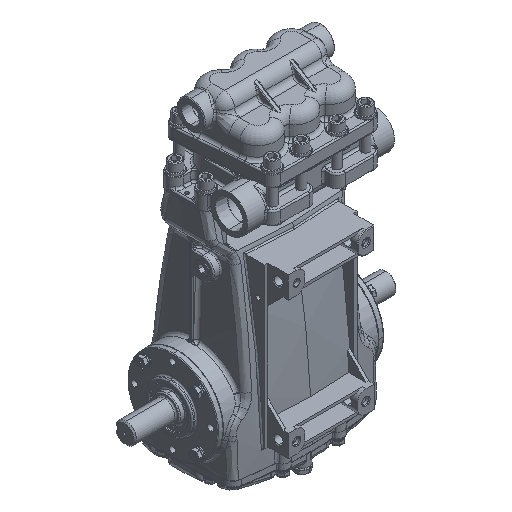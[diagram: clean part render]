
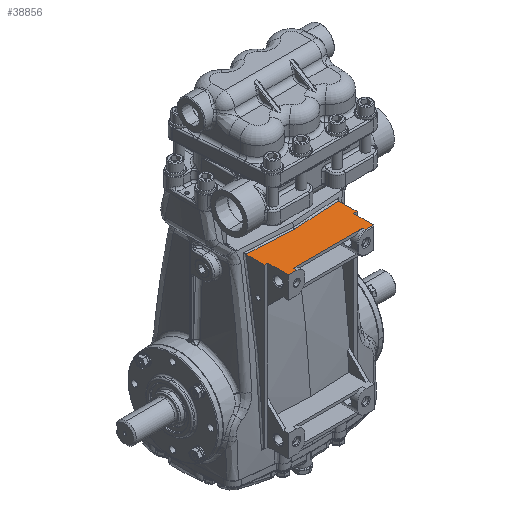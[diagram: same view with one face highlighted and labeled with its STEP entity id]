
A CAD part, isometric view. The second image highlights one B-rep face of the part: STEP entity #38856.
In plain terms, the highlighted planar face has unit normal (0, 0, 1).
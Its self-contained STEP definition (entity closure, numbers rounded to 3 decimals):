
#73 = CARTESIAN_POINT ( 'NONE',  ( -2.461, -3.15, 7.52 ) ) ;
#1033 = EDGE_CURVE ( 'NONE', #80511, #114001, #9929, .T. ) ;
#3036 = VECTOR ( 'NONE', #55474, 39.37 ) ;
#3434 = CARTESIAN_POINT ( 'NONE',  ( -1.988, 19685.039, 7.52 ) ) ;
#5812 = DIRECTION ( 'NONE',  ( 0., -1., 0. ) ) ;
#6108 = EDGE_CURVE ( 'NONE', #20727, #76123, #86564, .T. ) ;
#7269 = ORIENTED_EDGE ( 'NONE', *, *, #64791, .F. ) ;
#7539 = EDGE_CURVE ( 'NONE', #101360, #35532, #33490, .T. ) ;
#7798 = EDGE_LOOP ( 'NONE', ( #98394, #90422, #7269, #90976, #85808, #34879, #106426, #80565, #52616, #43156, #24994, #20460, #73775, #106622, #71488 ) ) ;
#8381 = CARTESIAN_POINT ( 'NONE',  ( 2.216, -2.134, 7.52 ) ) ;
#9929 = B_SPLINE_CURVE_WITH_KNOTS ( 'NONE', 3,
 ( #93937, #15010, #50145, #85267 ),
 .UNSPECIFIED., .F., .F.,
 ( 4, 4 ),
 ( 0., 0. ),
 .UNSPECIFIED. ) ;
#11007 = VERTEX_POINT ( 'NONE', #79170 ) ;
#11299 = EDGE_CURVE ( 'NONE', #114001, #109727, #49697, .T. ) ;
#11331 = LINE ( 'NONE', #72971, #71827 ) ;
#12834 = CARTESIAN_POINT ( 'NONE',  ( 2.657, -2.09, 7.52 ) ) ;
#13013 = CARTESIAN_POINT ( 'NONE',  ( 1.988, -4.134, 7.52 ) ) ;
#13660 = DIRECTION ( 'NONE',  ( -1., 0., 0. ) ) ;
#14689 = CARTESIAN_POINT ( 'NONE',  ( 2.461, 19685.039, 7.52 ) ) ;
#15010 = CARTESIAN_POINT ( 'NONE',  ( -2.658, -2.086, 7.52 ) ) ;
#15120 = EDGE_CURVE ( 'NONE', #98488, #80511, #103303, .T. ) ;
#15751 = CARTESIAN_POINT ( 'NONE',  ( -1.988, -4.331, 7.52 ) ) ;
#16500 = FACE_OUTER_BOUND ( 'NONE', #7798, .T. ) ;
#16655 = VECTOR ( 'NONE', #5812, 39.37 ) ;
#19657 = CARTESIAN_POINT ( 'NONE',  ( 0., -2.234, 7.52 ) ) ;
#20460 = ORIENTED_EDGE ( 'NONE', *, *, #29653, .T. ) ;
#20727 = VERTEX_POINT ( 'NONE', #102440 ) ;
#22633 = EDGE_CURVE ( 'NONE', #35532, #37372, #100108, .T. ) ;
#24771 = DIRECTION ( 'NONE',  ( 0., -1., 0. ) ) ;
#24994 = ORIENTED_EDGE ( 'NONE', *, *, #53091, .T. ) ;
#25030 = AXIS2_PLACEMENT_3D ( 'NONE', #113281, #65361, #81512 ) ;
#25649 = EDGE_CURVE ( 'NONE', #11007, #76123, #47820, .T. ) ;
#26903 = CARTESIAN_POINT ( 'NONE',  ( -2.658, -2.084, 7.52 ) ) ;
#27035 = LINE ( 'NONE', #103714, #90679 ) ;
#28747 = VERTEX_POINT ( 'NONE', #92739 ) ;
#29653 = EDGE_CURVE ( 'NONE', #105799, #20727, #27035, .T. ) ;
#30650 = CARTESIAN_POINT ( 'NONE',  ( -1.988, -4.291, 7.52 ) ) ;
#31936 = VERTEX_POINT ( 'NONE', #13013 ) ;
#33490 = LINE ( 'NONE', #67493, #16655 ) ;
#34879 = ORIENTED_EDGE ( 'NONE', *, *, #65055, .T. ) ;
#35532 = VERTEX_POINT ( 'NONE', #100088 ) ;
#36579 = CARTESIAN_POINT ( 'NONE',  ( 1.774, -2.171, 7.52 ) ) ;
#37372 = VERTEX_POINT ( 'NONE', #84022 ) ;
#37752 = B_SPLINE_CURVE_WITH_KNOTS ( 'NONE', 3,
 ( #54469, #8381, #36579, #45803, #61387, #105755 ),
 .UNSPECIFIED., .F., .F.,
 ( 4, 2, 4 ),
 ( 0., 0.034, 0.068 ),
 .UNSPECIFIED. ) ;
#38856 = ADVANCED_FACE ( 'NONE', ( #16500 ), #86756, .F. ) ;
#39435 = LINE ( 'NONE', #14689, #71969 ) ;
#40244 = CARTESIAN_POINT ( 'NONE',  ( 2.658, -2.084, 7.52 ) ) ;
#43156 = ORIENTED_EDGE ( 'NONE', *, *, #11299, .T. ) ;
#44181 = CARTESIAN_POINT ( 'NONE',  ( -1.774, -2.171, 7.52 ) ) ;
#45283 = LINE ( 'NONE', #106926, #54616 ) ;
#45803 = CARTESIAN_POINT ( 'NONE',  ( 0.888, -2.221, 7.52 ) ) ;
#47275 = CARTESIAN_POINT ( 'NONE',  ( -2.461, -4.134, 7.52 ) ) ;
#47820 = LINE ( 'NONE', #3434, #88206 ) ;
#48811 = B_SPLINE_CURVE_WITH_KNOTS ( 'NONE', 3,
 ( #12834, #65848, #83107, #111344 ),
 .UNSPECIFIED., .F., .F.,
 ( 4, 4 ),
 ( 0., 0. ),
 .UNSPECIFIED. ) ;
#49697 = LINE ( 'NONE', #84833, #74017 ) ;
#50145 = CARTESIAN_POINT ( 'NONE',  ( -2.657, -2.088, 7.52 ) ) ;
#50183 = CARTESIAN_POINT ( 'NONE',  ( 2.461, -4.291, 7.52 ) ) ;
#50728 = VERTEX_POINT ( 'NONE', #40244 ) ;
#52616 = ORIENTED_EDGE ( 'NONE', *, *, #1033, .T. ) ;
#52841 = CARTESIAN_POINT ( 'NONE',  ( -0.444, -2.234, 7.52 ) ) ;
#53091 = EDGE_CURVE ( 'NONE', #109727, #105799, #11331, .T. ) ;
#53937 = DIRECTION ( 'NONE',  ( 0., -1., 0. ) ) ;
#54469 = CARTESIAN_POINT ( 'NONE',  ( 2.658, -2.084, 7.52 ) ) ;
#54616 = VECTOR ( 'NONE', #53937, 39.37 ) ;
#54810 = DIRECTION ( 'NONE',  ( 0., -1., 0. ) ) ;
#55474 = DIRECTION ( 'NONE',  ( 1., 0., 0. ) ) ;
#57478 = EDGE_CURVE ( 'NONE', #50728, #98488, #37752, .T. ) ;
#60659 = VECTOR ( 'NONE', #112510, 39.37 ) ;
#61387 = CARTESIAN_POINT ( 'NONE',  ( 0.444, -2.234, 7.52 ) ) ;
#64791 = EDGE_CURVE ( 'NONE', #37372, #72719, #39435, .T. ) ;
#65055 = EDGE_CURVE ( 'NONE', #101360, #50728, #48811, .T. ) ;
#65284 = CARTESIAN_POINT ( 'NONE',  ( -2.657, -3.15, 7.52 ) ) ;
#65361 = DIRECTION ( 'NONE',  ( 0., 0., -1. ) ) ;
#65848 = CARTESIAN_POINT ( 'NONE',  ( 2.657, -2.088, 7.52 ) ) ;
#66386 = LINE ( 'NONE', #30650, #3036 ) ;
#66546 = DIRECTION ( 'NONE',  ( 0., -1., 0. ) ) ;
#67247 = CARTESIAN_POINT ( 'NONE',  ( 2.657, -3.15, 7.52 ) ) ;
#67317 = VECTOR ( 'NONE', #99711, 39.37 ) ;
#67493 = CARTESIAN_POINT ( 'NONE',  ( 2.657, 19685.039, 7.52 ) ) ;
#69484 = CARTESIAN_POINT ( 'NONE',  ( -2.658, -2.084, 7.52 ) ) ;
#70694 = CARTESIAN_POINT ( 'NONE',  ( -2.216, -2.134, 7.52 ) ) ;
#71488 = ORIENTED_EDGE ( 'NONE', *, *, #107704, .F. ) ;
#71827 = VECTOR ( 'NONE', #99485, 39.37 ) ;
#71969 = VECTOR ( 'NONE', #66546, 39.37 ) ;
#72719 = VERTEX_POINT ( 'NONE', #50183 ) ;
#72971 = CARTESIAN_POINT ( 'NONE',  ( -2.657, -3.15, 7.52 ) ) ;
#73775 = ORIENTED_EDGE ( 'NONE', *, *, #6108, .T. ) ;
#74017 = VECTOR ( 'NONE', #100429, 39.37 ) ;
#74323 = LINE ( 'NONE', #47275, #67317 ) ;
#74526 = EDGE_CURVE ( 'NONE', #31936, #28747, #45283, .T. ) ;
#76123 = VERTEX_POINT ( 'NONE', #85366 ) ;
#78769 = CARTESIAN_POINT ( 'NONE',  ( 0., -2.234, 7.52 ) ) ;
#79170 = CARTESIAN_POINT ( 'NONE',  ( -1.988, -4.134, 7.52 ) ) ;
#80511 = VERTEX_POINT ( 'NONE', #69484 ) ;
#80565 = ORIENTED_EDGE ( 'NONE', *, *, #15120, .T. ) ;
#81512 = DIRECTION ( 'NONE',  ( -1., 0., 0. ) ) ;
#82481 = CARTESIAN_POINT ( 'NONE',  ( -2.657, -2.09, 7.52 ) ) ;
#82583 = EDGE_CURVE ( 'NONE', #28747, #72719, #66386, .T. ) ;
#83107 = CARTESIAN_POINT ( 'NONE',  ( 2.658, -2.086, 7.52 ) ) ;
#84022 = CARTESIAN_POINT ( 'NONE',  ( 2.461, -3.15, 7.52 ) ) ;
#84833 = CARTESIAN_POINT ( 'NONE',  ( -2.657, 19685.039, 7.52 ) ) ;
#85267 = CARTESIAN_POINT ( 'NONE',  ( -2.657, -2.09, 7.52 ) ) ;
#85366 = CARTESIAN_POINT ( 'NONE',  ( -1.988, -4.331, 7.52 ) ) ;
#85808 = ORIENTED_EDGE ( 'NONE', *, *, #7539, .F. ) ;
#86564 = LINE ( 'NONE', #15751, #60659 ) ;
#86756 = PLANE ( 'NONE',  #25030 ) ;
#87956 = CARTESIAN_POINT ( 'NONE',  ( -0.888, -2.221, 7.52 ) ) ;
#88206 = VECTOR ( 'NONE', #54810, 39.37 ) ;
#90422 = ORIENTED_EDGE ( 'NONE', *, *, #82583, .T. ) ;
#90679 = VECTOR ( 'NONE', #24771, 39.37 ) ;
#90976 = ORIENTED_EDGE ( 'NONE', *, *, #22633, .F. ) ;
#91194 = CARTESIAN_POINT ( 'NONE',  ( 2.657, -2.09, 7.52 ) ) ;
#92739 = CARTESIAN_POINT ( 'NONE',  ( 1.988, -4.291, 7.52 ) ) ;
#93696 = VECTOR ( 'NONE', #13660, 39.37 ) ;
#93937 = CARTESIAN_POINT ( 'NONE',  ( -2.658, -2.084, 7.52 ) ) ;
#98394 = ORIENTED_EDGE ( 'NONE', *, *, #74526, .T. ) ;
#98488 = VERTEX_POINT ( 'NONE', #19657 ) ;
#99485 = DIRECTION ( 'NONE',  ( 1., 0., 0. ) ) ;
#99711 = DIRECTION ( 'NONE',  ( -1., 0., 0. ) ) ;
#100088 = CARTESIAN_POINT ( 'NONE',  ( 2.657, -3.15, 7.52 ) ) ;
#100108 = LINE ( 'NONE', #67247, #93696 ) ;
#100429 = DIRECTION ( 'NONE',  ( 0., -1., 0. ) ) ;
#101360 = VERTEX_POINT ( 'NONE', #91194 ) ;
#102440 = CARTESIAN_POINT ( 'NONE',  ( -2.461, -4.331, 7.52 ) ) ;
#103303 = B_SPLINE_CURVE_WITH_KNOTS ( 'NONE', 3,
 ( #78769, #52841, #87956, #44181, #70694, #26903 ),
 .UNSPECIFIED., .F., .F.,
 ( 4, 2, 4 ),
 ( 0., 0.034, 0.068 ),
 .UNSPECIFIED. ) ;
#103714 = CARTESIAN_POINT ( 'NONE',  ( -2.461, 19685.039, 7.52 ) ) ;
#105755 = CARTESIAN_POINT ( 'NONE',  ( 0., -2.234, 7.52 ) ) ;
#105799 = VERTEX_POINT ( 'NONE', #73 ) ;
#106426 = ORIENTED_EDGE ( 'NONE', *, *, #57478, .T. ) ;
#106622 = ORIENTED_EDGE ( 'NONE', *, *, #25649, .F. ) ;
#106926 = CARTESIAN_POINT ( 'NONE',  ( 1.988, 19685.039, 7.52 ) ) ;
#107704 = EDGE_CURVE ( 'NONE', #31936, #11007, #74323, .T. ) ;
#109727 = VERTEX_POINT ( 'NONE', #65284 ) ;
#111344 = CARTESIAN_POINT ( 'NONE',  ( 2.658, -2.084, 7.52 ) ) ;
#112510 = DIRECTION ( 'NONE',  ( 1., 0., 0. ) ) ;
#113281 = CARTESIAN_POINT ( 'NONE',  ( -1.988, 19685.039, 7.52 ) ) ;
#114001 = VERTEX_POINT ( 'NONE', #82481 ) ;
